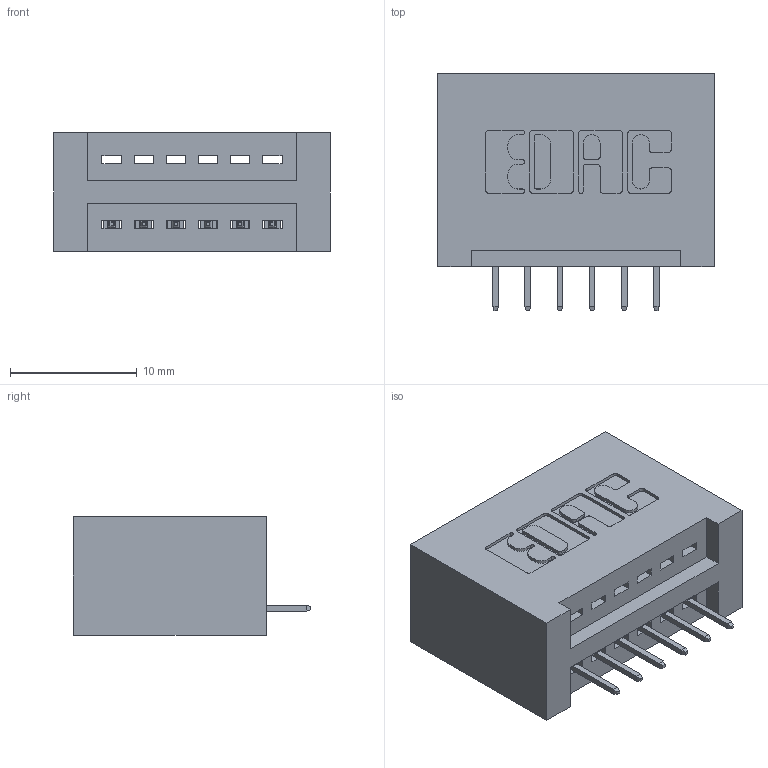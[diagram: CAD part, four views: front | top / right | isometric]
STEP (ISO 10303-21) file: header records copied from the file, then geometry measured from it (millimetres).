
FILE_DESCRIPTION (( 'STEP AP203' ), '1' );
FILE_NAME ('845-006-525-101.STEP', '2020-09-22T14:24:17', ( '' ), ( '' ), 'SwSTEP 2.0', 'SolidWorks 2020', '' );
FILE_SCHEMA (( 'CONFIG_CONTROL_DESIGN' ));
Length unit declared in the file: inch
Products named in the file (3): 845 Part_No Mounting Lugs; 845-006-525-101; 345-292-001_345-293-125
Assembly tree (7 placements, depth 2):
  845-006-525-101
    845 Part_No Mounting Lugs
    345-292-001_345-293-125  x6
Bounding box: 21.84 x 18.72 x 9.4 mm (x, y, z)
Volume: 2339.7 mm3; surface area: 2728.5 mm2
Topology: 7 solids, 7 shells, 490 faces, 1397 edges, 906 vertices
Faces by surface type: plane 352, cylinder 138
Entity records: 9159 total; most frequent: CARTESIAN_POINT 1594, ORIENTED_EDGE 1534, DIRECTION 1439, EDGE_CURVE 767, VECTOR 623, LINE 623, VERTEX_POINT 506, AXIS2_PLACEMENT_3D 408
